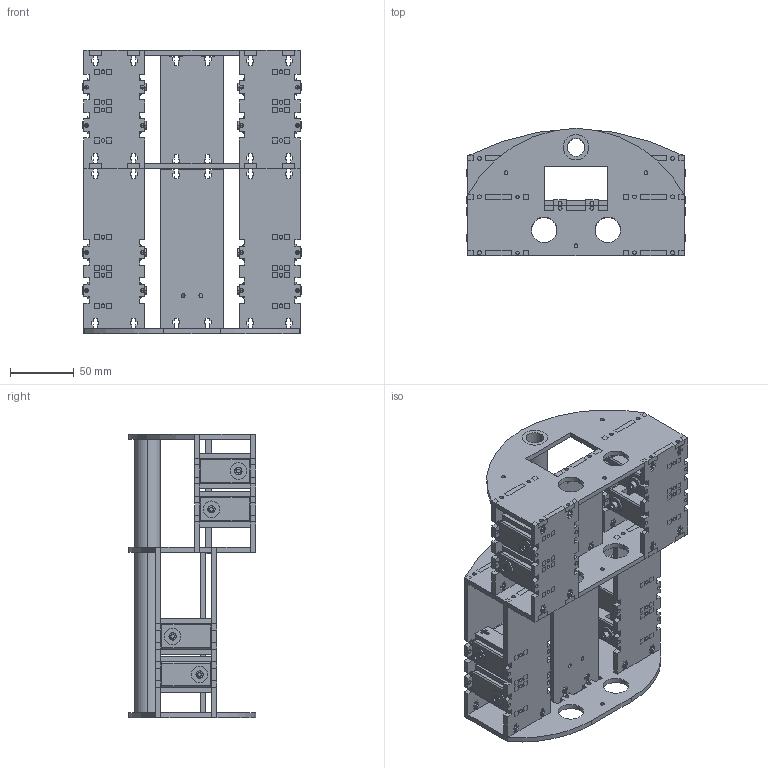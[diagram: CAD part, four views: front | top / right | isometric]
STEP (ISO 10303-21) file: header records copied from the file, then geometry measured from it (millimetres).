
FILE_DESCRIPTION (( 'STEP AP214' ), '1' );
FILE_NAME ('final.STEP', '2024-05-20T22:41:49', ( '' ), ( '' ), 'SwSTEP 2.0', 'SolidWorks 2022', '' );
FILE_SCHEMA (( 'AUTOMOTIVE_DESIGN' ));
Length unit declared in the file: millimetre
Products named in the file (11): หลัง2.4; ตรงกลาง; final; 4; หลัง3; servoscs15.step; 7.3; 8; เเนบมอเตอร์; ตรงกลาง2.1; หลัง2.4.2
Assembly tree (38 placements, depth 2):
  final
    หลัง2.4.2
    หลัง2.4
    หลัง3
    8  x4
    7.3  x4
    servoscs15.step  x8
    เเนบมอเตอร์  x16
    4
    ตรงกลาง
    ตรงกลาง2.1
Bounding box: 172 x 100 x 223 mm (x, y, z)
Volume: 664149.6 mm3; surface area: 318272.9 mm2
Topology: 38 solids, 38 shells, 3163 faces, 9069 edges, 6046 vertices
Faces by surface type: plane 2769, cylinder 378, cone 16
Entity records: 32273 total; most frequent: CARTESIAN_POINT 5655, ORIENTED_EDGE 5538, DIRECTION 5101, EDGE_CURVE 2769, VECTOR 2389, LINE 2389, VERTEX_POINT 1846, AXIS2_PLACEMENT_3D 1356
